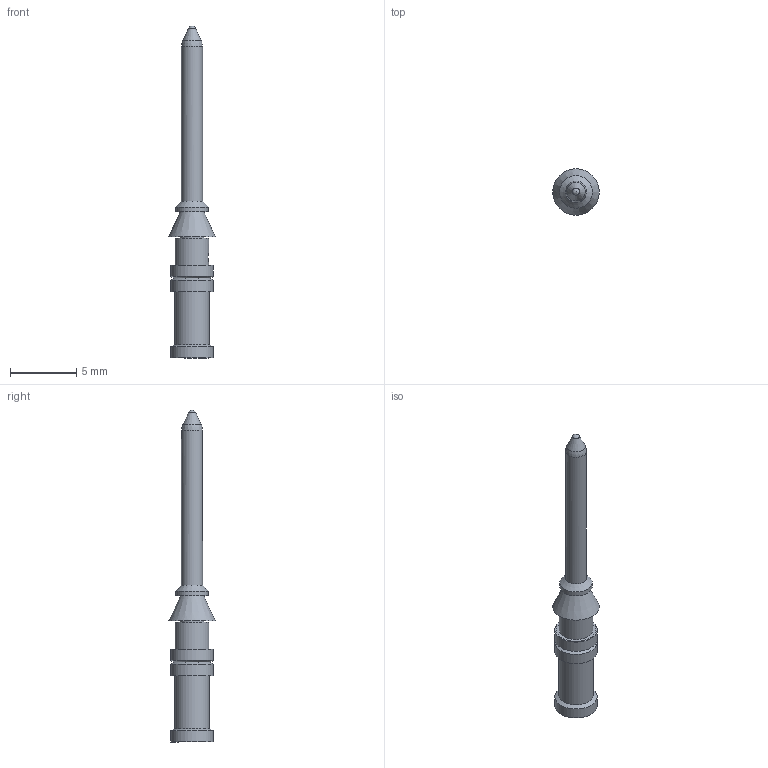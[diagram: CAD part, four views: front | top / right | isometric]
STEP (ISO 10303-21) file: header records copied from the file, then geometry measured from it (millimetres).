
FILE_DESCRIPTION(/* description */ (''),/* implementation_level */ '2;1');
FILE_NAME(/* name */ '100738947ugm000_b.stp',/* time_stamp */ '2021-03-05T09:35:56+01:00',/* author */ (''),/* organization */ (''),/* preprocessor_version */ 'ST-DEVELOPER v16.7',/* originating_system */ 'SIEMENS PLM Software NX 1911',/* authorisation */ '');
FILE_SCHEMA (('AUTOMOTIVE_DESIGN { 1 0 10303 214 3 1 1 1 }'));
Length unit declared in the file: millimetre
Products named in the file (1): 100738947ugm000_b
Bounding box: 3.5 x 3.5 x 25 mm (x, y, z)
Volume: 88.8 mm3; surface area: 245.1 mm2
Topology: 2 solids, 3 shells, 130 faces, 672 edges, 900 vertices
Faces by surface type: plane 82, cylinder 36, cone 8, bspline 2, extrusion 2
Full cylindrical faces by diameter (mm): 0.068 x1, 0.081 x1, 0.8 x1, 0.9 x1, 1.585 x1, 1.8 x1, 2.45 x1, 2.53 x1, 2.6 x1, 2.99 x1, 3.19 x3
Entity records: 8821 total; most frequent: CARTESIAN_POINT 2082, DIRECTION 1009, ORIENTED_EDGE 576, PRESENTATION_STYLE_ASSIGNMENT 479, VECTOR 445, LINE 443, STYLED_ITEM 352, CURVE_STYLE 348
